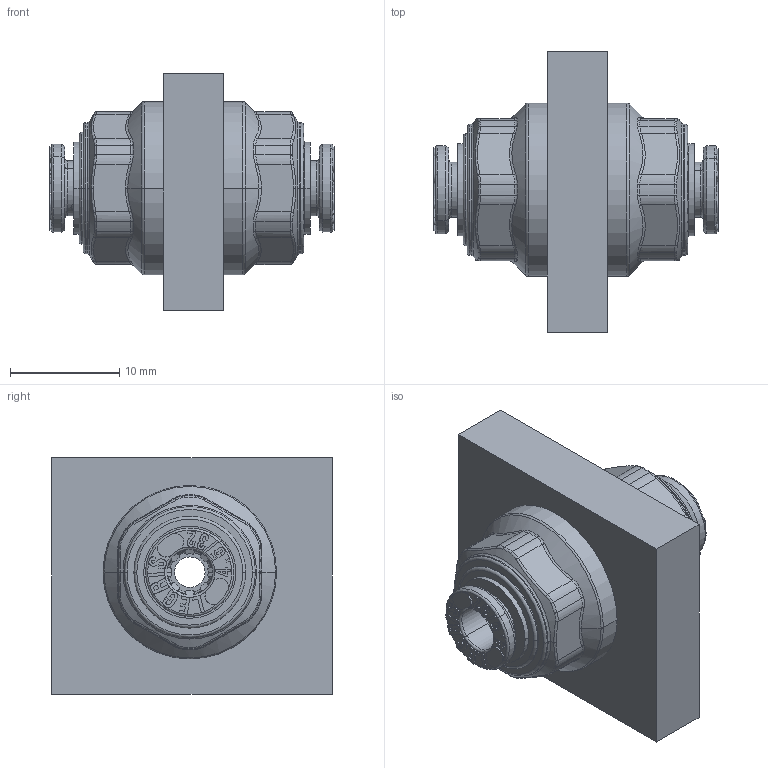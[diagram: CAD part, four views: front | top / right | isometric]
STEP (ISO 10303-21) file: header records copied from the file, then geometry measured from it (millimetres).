
FILE_DESCRIPTION(('STEP AP214'),'1');
FILE_NAME('6816_04_00.stp','2016-07-07T14:44:09',('TraceParts'),('TraceParts S.A.'),'Spatial InterOp 3D',' ',' ');
FILE_SCHEMA(('automotive_design'));
Length unit declared in the file: millimetre
Products named in the file (16): 6816 04 00|44104-64_ASM_1421#44104-64_ASM|44104-26_1417#44104-26;Solide1; 6816 04 00|44104-64_ASM_1421#44104-64_ASM|44104_1418#44104;Solide1; 6816 04 00|44104-64_ASM_1421#44104-64_ASM|44104-27_1419#44104-27;Solide1; 6816 04 00|44104-64_ASM_1421#44104-64_ASM|44124-20_1420#44124-20;Solide1; 6816 04 00|44104-64_ASM_1422#44104-64_ASM|44104-26_1417#44104-26;Solide1; 6816 04 00|44104-64_ASM_1422#44104-64_ASM|44104_1418#44104;Solide1; 6816 04 00|44104-64_ASM_1422#44104-64_ASM|44104-27_1419#44104-27;Solide1; 6816 04 00|44104-64_ASM_1422#44104-64_ASM|44124-20_1420#44124-20;Solide1; 6816 04 00|44524-26_ASM_1427#44524-26_ASM|44524-20_1425#44524-20;Solide1; 6816 04 00|44524-26_ASM_1427#44524-26_ASM|23828-10_ASM_D13-9_D10_LG1-65_1426#23828-10_ASM_D13-9_D10_LG1-65;Solide1; 6816 04 00|44524-26_ASM_1429#44524-26_ASM|44524-20_1425#44524-20;Solide1; 6816 04 00|44524-26_ASM_1429#44524-26_ASM|23828-10_ASM_D13-9_D10_LG1-65_1426#23828-10_ASM_D13-9_D10_LG1-65;Solide1; 6816 04 00|44524-17_1416#44524-17;Solide1; 6816 04 00|44104-11-10_ASS_1423#44104-11-10_ASS;Solide1; 6816 04 00|44104-11-10_ASS_1424#44104-11-10_ASS;Solide1; 6816 04 00|N116-04-00-CLOISON_1428#N116-04-00-CLOISON;Solide1
Bounding box: 26.08 x 25.72 x 21.65 mm (x, y, z)
Volume: 5159.2 mm3; surface area: 6394.5 mm2
Topology: 16 solids, 16 shells, 1526 faces, 3878 edges, 2414 vertices
Faces by surface type: plane 426, bspline 418, cylinder 298, torus 228, cone 148, sphere 8
Entity records: 75093 total; most frequent: CARTESIAN_POINT 27302, ORIENTED_EDGE 7740, DIRECTION 6926, EDGE_CURVE 3870, AXIS2_PLACEMENT_3D 2692, VERTEX_POINT 2414, EDGE_LOOP 1596, STYLED_ITEM 1542
